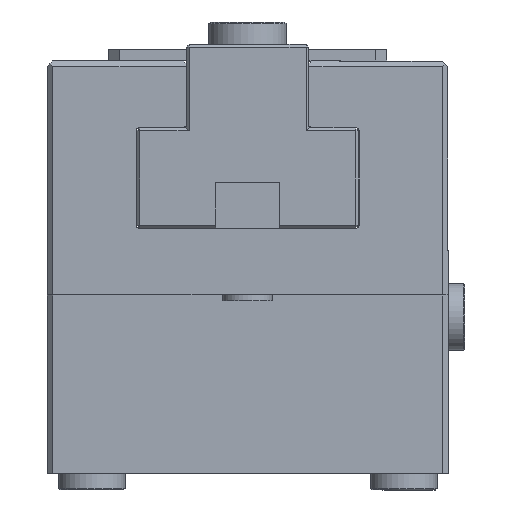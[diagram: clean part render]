
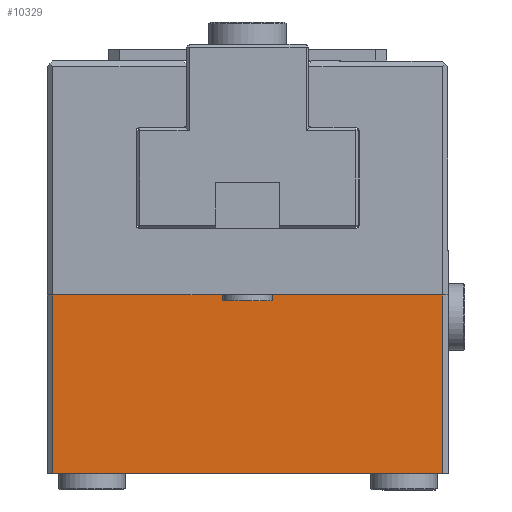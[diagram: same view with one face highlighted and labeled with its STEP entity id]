
A CAD part, left-side view. The second image highlights one B-rep face of the part: STEP entity #10329.
In plain terms, the highlighted planar face has unit normal (-1, 0, 0).
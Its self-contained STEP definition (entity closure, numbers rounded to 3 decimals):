
#782=PLANE('',#11169);
#1261=FACE_OUTER_BOUND('',#1873,.T.);
#1873=EDGE_LOOP('',(#7969,#7970,#7971,#7972));
#2394=LINE('',#14811,#3246);
#2619=LINE('',#16768,#3471);
#2621=LINE('',#16776,#3473);
#2628=LINE('',#16794,#3480);
#3246=VECTOR('',#12026,10.);
#3471=VECTOR('',#12565,10.);
#3473=VECTOR('',#12575,10.);
#3480=VECTOR('',#12594,10.);
#4561=VERTEX_POINT('',#14793);
#4569=VERTEX_POINT('',#14809);
#4903=VERTEX_POINT('',#16765);
#4904=VERTEX_POINT('',#16767);
#5614=EDGE_CURVE('',#4569,#4561,#2394,.T.);
#6072=EDGE_CURVE('',#4904,#4903,#2619,.T.);
#6076=EDGE_CURVE('',#4561,#4903,#2621,.T.);
#6085=EDGE_CURVE('',#4904,#4569,#2628,.T.);
#7969=ORIENTED_EDGE('',*,*,#6076,.F.);
#7970=ORIENTED_EDGE('',*,*,#5614,.F.);
#7971=ORIENTED_EDGE('',*,*,#6085,.F.);
#7972=ORIENTED_EDGE('',*,*,#6072,.T.);
#10329=ADVANCED_FACE('',(#1261),#782,.F.);
#11169=AXIS2_PLACEMENT_3D('',#16795,#12595,#12596);
#12026=DIRECTION('',(0.,-1.,0.));
#12565=DIRECTION('',(0.,-1.,0.));
#12575=DIRECTION('',(0.,0.,-1.));
#12594=DIRECTION('',(0.,0.,1.));
#12595=DIRECTION('center_axis',(1.,0.,0.));
#12596=DIRECTION('ref_axis',(0.,0.,1.));
#14793=CARTESIAN_POINT('',(-62.5,-35.,74.));
#14809=CARTESIAN_POINT('',(-62.5,35.,74.));
#14811=CARTESIAN_POINT('',(-62.5,18.,74.));
#16765=CARTESIAN_POINT('',(-62.5,-35.,42.));
#16767=CARTESIAN_POINT('',(-62.5,35.,42.));
#16768=CARTESIAN_POINT('',(-62.5,36.,42.));
#16776=CARTESIAN_POINT('',(-62.5,-35.,21.));
#16794=CARTESIAN_POINT('',(-62.5,35.,21.));
#16795=CARTESIAN_POINT('Origin',(-62.5,36.,42.));
